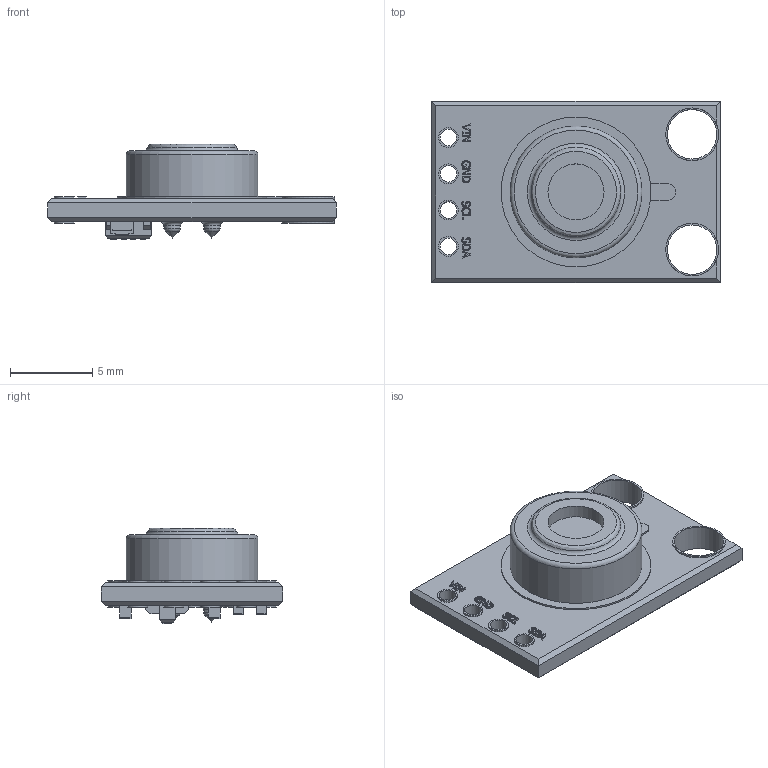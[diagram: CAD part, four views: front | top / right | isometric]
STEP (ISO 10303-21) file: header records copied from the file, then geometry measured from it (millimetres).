
FILE_DESCRIPTION(/* description */ (''),/* implementation_level */ '2;1');
FILE_NAME(/* name */ 'Sensor_Temp.stp',/* time_stamp */ '2023-04-12T12:25:58-06:00',/* author */ ('Tecneu Technology'),/* organization */ (''),/* preprocessor_version */ 'ST-DEVELOPER v17',/* originating_system */ 'Autodesk Inventor 2019',/* authorisation */ '');
FILE_SCHEMA (('AUTOMOTIVE_DESIGN { 1 0 10303 214 3 1 1 }'));
Length unit declared in the file: millimetre
Products named in the file (1): Sensor_Temp
Bounding box: 17.5 x 11 x 5.8 mm (x, y, z)
Volume: 399.5 mm3; surface area: 713.9 mm2
Topology: 2 solids, 2 shells, 479 faces, 1271 edges, 842 vertices
Faces by surface type: plane 287, bspline 154, cylinder 28, torus 6, cone 4
Full cylindrical faces by diameter (mm): 1 x9, 1.2 x8, 3 x2, 3.2 x4, 3.4 x1, 8 x1, 9.1 x1
Entity records: 16245 total; most frequent: CARTESIAN_POINT 4794, ORIENTED_EDGE 2534, DIRECTION 1714, EDGE_CURVE 1267, LINE 870, VECTOR 870, VERTEX_POINT 842, EDGE_LOOP 541
